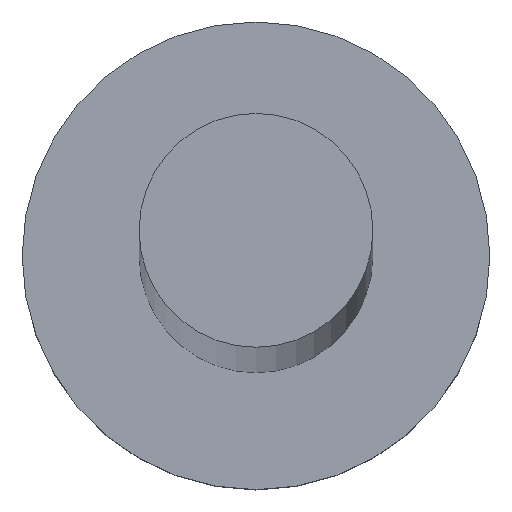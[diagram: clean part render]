
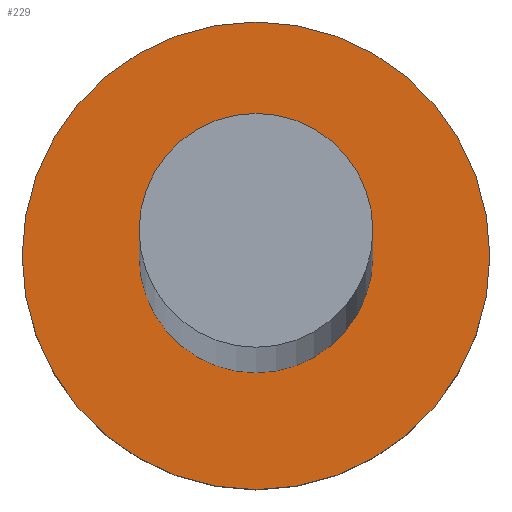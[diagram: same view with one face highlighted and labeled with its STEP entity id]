
A CAD part, top view. The second image highlights one B-rep face of the part: STEP entity #229.
In plain terms, the highlighted planar face has unit normal (0, 0, 1).
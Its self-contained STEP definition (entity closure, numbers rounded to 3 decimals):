
#3 = DIRECTION ( 'NONE',  ( 1., 0., 0. ) ) ;
#8 = VERTEX_POINT ( 'NONE', #167 ) ;
#15 = CARTESIAN_POINT ( 'NONE',  ( 0., 0., 3. ) ) ;
#19 = CARTESIAN_POINT ( 'NONE',  ( -2., 0., 3. ) ) ;
#37 = CARTESIAN_POINT ( 'NONE',  ( 0., 0., 3. ) ) ;
#38 = CARTESIAN_POINT ( 'NONE',  ( 0., 0., 3. ) ) ;
#42 = VERTEX_POINT ( 'NONE', #19 ) ;
#43 = ORIENTED_EDGE ( 'NONE', *, *, #227, .T. ) ;
#48 = CIRCLE ( 'NONE', #223, 2. ) ;
#49 = DIRECTION ( 'NONE',  ( 1., 0., 0. ) ) ;
#54 = DIRECTION ( 'NONE',  ( 0., 0., 1. ) ) ;
#67 = EDGE_CURVE ( 'NONE', #42, #198, #126, .T. ) ;
#68 = EDGE_CURVE ( 'NONE', #84, #8, #83, .T. ) ;
#78 = CARTESIAN_POINT ( 'NONE',  ( 4., 0., 3. ) ) ;
#83 = CIRCLE ( 'NONE', #145, 4. ) ;
#84 = VERTEX_POINT ( 'NONE', #78 ) ;
#85 = AXIS2_PLACEMENT_3D ( 'NONE', #37, #95, #49 ) ;
#88 = AXIS2_PLACEMENT_3D ( 'NONE', #253, #54, #3 ) ;
#95 = DIRECTION ( 'NONE',  ( 0., 0., 1. ) ) ;
#99 = FACE_BOUND ( 'NONE', #243, .T. ) ;
#105 = EDGE_LOOP ( 'NONE', ( #43, #147 ) ) ;
#113 = DIRECTION ( 'NONE',  ( 1., 0., 0. ) ) ;
#121 = DIRECTION ( 'NONE',  ( 0., 0., 1. ) ) ;
#126 = CIRCLE ( 'NONE', #85, 2. ) ;
#136 = PLANE ( 'NONE',  #238 ) ;
#140 = ORIENTED_EDGE ( 'NONE', *, *, #67, .F. ) ;
#143 = EDGE_CURVE ( 'NONE', #198, #42, #48, .T. ) ;
#145 = AXIS2_PLACEMENT_3D ( 'NONE', #15, #206, #156 ) ;
#147 = ORIENTED_EDGE ( 'NONE', *, *, #68, .T. ) ;
#149 = CIRCLE ( 'NONE', #88, 4. ) ;
#156 = DIRECTION ( 'NONE',  ( 1., 0., 0. ) ) ;
#159 = CARTESIAN_POINT ( 'NONE',  ( 0., 0., 3. ) ) ;
#167 = CARTESIAN_POINT ( 'NONE',  ( -4., 0., 3. ) ) ;
#180 = ORIENTED_EDGE ( 'NONE', *, *, #143, .F. ) ;
#185 = DIRECTION ( 'NONE',  ( 0., 0., 1. ) ) ;
#195 = FACE_OUTER_BOUND ( 'NONE', #105, .T. ) ;
#198 = VERTEX_POINT ( 'NONE', #237 ) ;
#206 = DIRECTION ( 'NONE',  ( 0., 0., 1. ) ) ;
#216 = DIRECTION ( 'NONE',  ( 1., 0., 0. ) ) ;
#223 = AXIS2_PLACEMENT_3D ( 'NONE', #38, #185, #113 ) ;
#227 = EDGE_CURVE ( 'NONE', #8, #84, #149, .T. ) ;
#229 = ADVANCED_FACE ( 'NONE', ( #99, #195 ), #136, .T. ) ;
#237 = CARTESIAN_POINT ( 'NONE',  ( 2., 0., 3. ) ) ;
#238 = AXIS2_PLACEMENT_3D ( 'NONE', #159, #121, #216 ) ;
#243 = EDGE_LOOP ( 'NONE', ( #140, #180 ) ) ;
#253 = CARTESIAN_POINT ( 'NONE',  ( 0., 0., 3. ) ) ;
